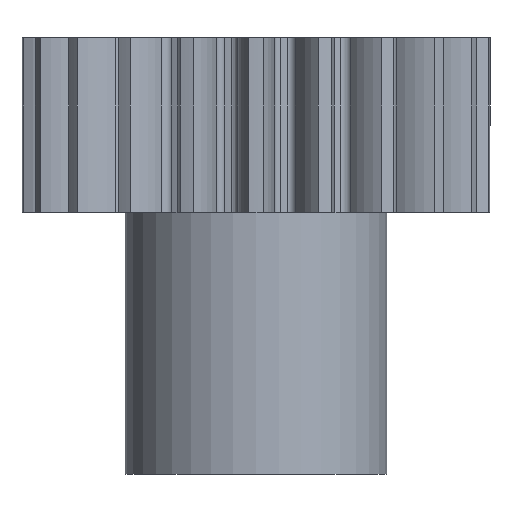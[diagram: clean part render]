
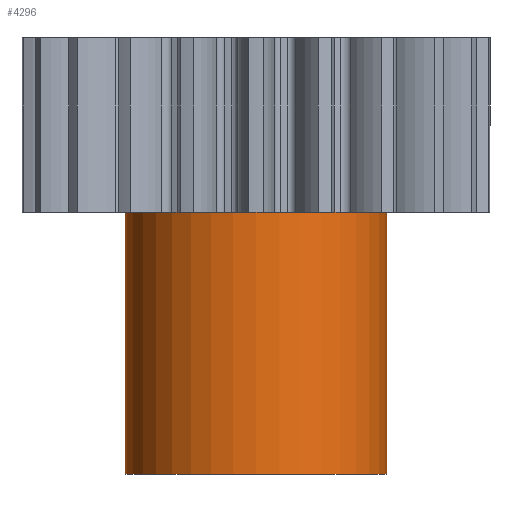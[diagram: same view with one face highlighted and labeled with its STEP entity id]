
A CAD part, front view. The second image highlights one B-rep face of the part: STEP entity #4296.
In plain terms, the highlighted cylindrical face has radius 4.5 mm (diameter 9 mm), a partial arc.
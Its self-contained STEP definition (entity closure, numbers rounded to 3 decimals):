
#1104 = AXIS2_PLACEMENT_3D ( 'NONE', #1369, #1490, #1482 ) ;
#1369 = CARTESIAN_POINT ( 'NONE',  ( 0., 0., -9. ) ) ;
#1482 = DIRECTION ( 'NONE',  ( 1., 0., 0. ) ) ;
#1490 = DIRECTION ( 'NONE',  ( 0., 0., 1. ) ) ;
#1727 = CIRCLE ( 'NONE', #1104, 4.5 ) ;
#2228 = DIRECTION ( 'NONE',  ( 1., 0., 0. ) ) ;
#2229 = CARTESIAN_POINT ( 'NONE',  ( 0., 0., 0. ) ) ;
#2230 = DIRECTION ( 'NONE',  ( 0., 0., 1. ) ) ;
#2232 = CARTESIAN_POINT ( 'NONE',  ( 0., 0., -9. ) ) ;
#2234 = AXIS2_PLACEMENT_3D ( 'NONE', #2232, #2230, #2228 ) ;
#2235 = CYLINDRICAL_SURFACE ( 'NONE', #2234, 4.5 ) ;
#2239 = DIRECTION ( 'NONE',  ( 0., 0., 1. ) ) ;
#2246 = FACE_OUTER_BOUND ( 'NONE', #4288, .T. ) ;
#2251 = DIRECTION ( 'NONE',  ( 1., 0., 0. ) ) ;
#2290 = CARTESIAN_POINT ( 'NONE',  ( -4.5, 0., 0. ) ) ;
#2309 = DIRECTION ( 'NONE',  ( 0., 0., 1. ) ) ;
#2310 = VECTOR ( 'NONE', #2309, 1000. ) ;
#2313 = CARTESIAN_POINT ( 'NONE',  ( -4.5, 0., -9. ) ) ;
#2314 = LINE ( 'NONE', #2313, #2310 ) ;
#2345 = VECTOR ( 'NONE', #2349, 1000. ) ;
#2349 = DIRECTION ( 'NONE',  ( 0., 0., 1. ) ) ;
#2350 = CARTESIAN_POINT ( 'NONE',  ( 4.5, 0., -9. ) ) ;
#2363 = CARTESIAN_POINT ( 'NONE',  ( 4.5, 0., 0. ) ) ;
#2411 = CARTESIAN_POINT ( 'NONE',  ( -4.5, 0., -9. ) ) ;
#2425 = LINE ( 'NONE', #2350, #2345 ) ;
#2456 = CARTESIAN_POINT ( 'NONE',  ( 4.5, 0., -9. ) ) ;
#3221 = CIRCLE ( 'NONE', #3237, 4.5 ) ;
#3237 = AXIS2_PLACEMENT_3D ( 'NONE', #2229, #2239, #2251 ) ;
#4268 = ORIENTED_EDGE ( 'NONE', *, *, #5015, .F. ) ;
#4279 = EDGE_CURVE ( 'NONE', #4345, #4372, #1727, .T. ) ;
#4282 = ORIENTED_EDGE ( 'NONE', *, *, #4364, .F. ) ;
#4288 = EDGE_LOOP ( 'NONE', ( #4282, #4309, #4289, #4268 ) ) ;
#4289 = ORIENTED_EDGE ( 'NONE', *, *, #4389, .T. ) ;
#4296 = ADVANCED_FACE ( 'NONE', ( #2246 ), #2235, .T. ) ;
#4309 = ORIENTED_EDGE ( 'NONE', *, *, #4279, .T. ) ;
#4326 = VERTEX_POINT ( 'NONE', #2363 ) ;
#4345 = VERTEX_POINT ( 'NONE', #2411 ) ;
#4346 = VERTEX_POINT ( 'NONE', #2290 ) ;
#4364 = EDGE_CURVE ( 'NONE', #4345, #4346, #2314, .T. ) ;
#4372 = VERTEX_POINT ( 'NONE', #2456 ) ;
#4389 = EDGE_CURVE ( 'NONE', #4372, #4326, #2425, .T. ) ;
#5015 = EDGE_CURVE ( 'NONE', #4346, #4326, #3221, .T. ) ;
